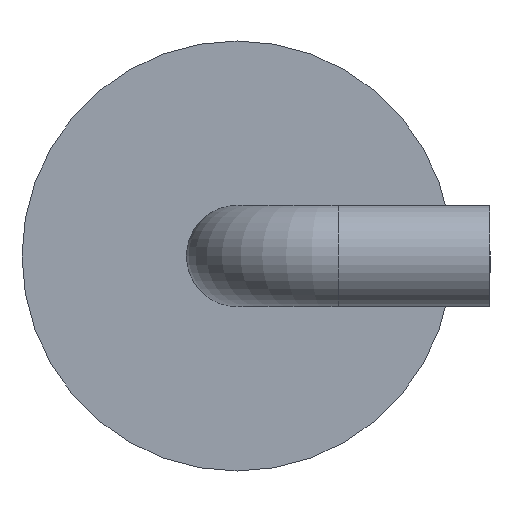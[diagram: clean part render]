
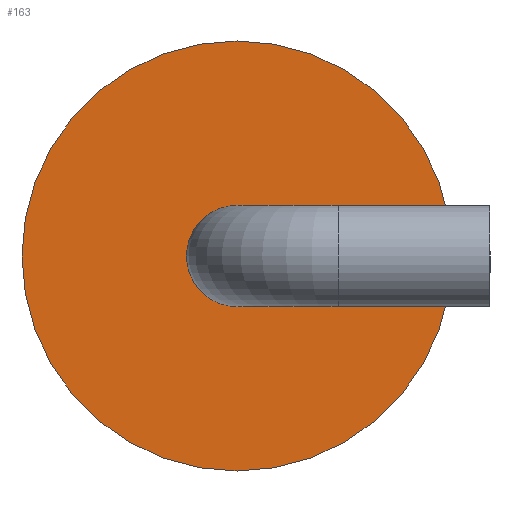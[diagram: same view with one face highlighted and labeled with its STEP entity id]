
A CAD part, left-side view. The second image highlights one B-rep face of the part: STEP entity #163.
In plain terms, the highlighted planar face has unit normal (-1, 0, 0).
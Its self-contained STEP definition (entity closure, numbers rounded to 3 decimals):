
#15=FACE_BOUND('',#43,.T.);
#19=PLANE('',#202);
#31=FACE_OUTER_BOUND('',#42,.T.);
#42=EDGE_LOOP('',(#142));
#43=EDGE_LOOP('',(#143));
#63=CIRCLE('',#189,0.2);
#71=CIRCLE('',#203,0.85);
#78=VERTEX_POINT('',#284);
#85=VERTEX_POINT('',#308);
#95=EDGE_CURVE('',#78,#78,#63,.T.);
#105=EDGE_CURVE('',#85,#85,#71,.T.);
#142=ORIENTED_EDGE('',*,*,#105,.T.);
#143=ORIENTED_EDGE('',*,*,#95,.T.);
#163=ADVANCED_FACE('',(#31,#15),#19,.F.);
#189=AXIS2_PLACEMENT_3D('',#286,#229,#230);
#202=AXIS2_PLACEMENT_3D('',#307,#257,#258);
#203=AXIS2_PLACEMENT_3D('',#309,#259,#260);
#229=DIRECTION('center_axis',(1.,0.,0.));
#230=DIRECTION('ref_axis',(0.,0.,-1.));
#257=DIRECTION('center_axis',(1.,0.,0.));
#258=DIRECTION('ref_axis',(0.,0.,-1.));
#259=DIRECTION('center_axis',(-1.,0.,0.));
#260=DIRECTION('ref_axis',(0.,0.,-1.));
#284=CARTESIAN_POINT('',(-1.65,0.,0.2));
#286=CARTESIAN_POINT('Origin',(-1.65,0.,0.));
#307=CARTESIAN_POINT('Origin',(-1.65,0.,0.));
#308=CARTESIAN_POINT('',(-1.65,0.,0.85));
#309=CARTESIAN_POINT('Origin',(-1.65,0.,0.));
